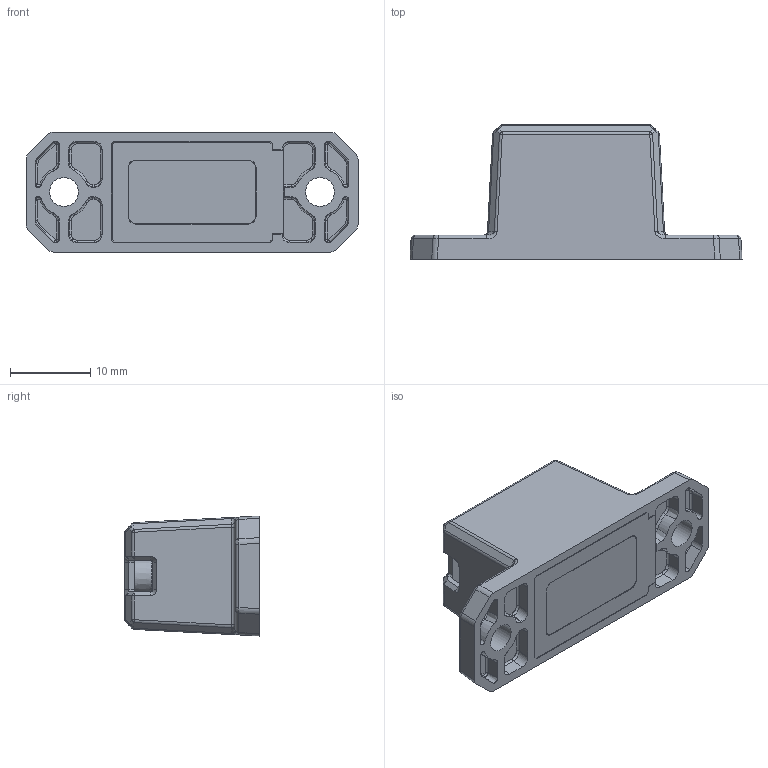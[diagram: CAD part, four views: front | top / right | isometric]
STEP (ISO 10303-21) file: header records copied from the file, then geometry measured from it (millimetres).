
FILE_DESCRIPTION(/* description */ (''),/* implementation_level */ '2;1');
FILE_NAME(/* name */ 'REV-31-1557.stp',/* time_stamp */ '2019-11-14T10:08:51-08:00',/* author */ ('Phillips Lenovo'),/* organization */ ('Autodesk Inc.'),/* preprocessor_version */ 'ST-DEVELOPER v18',/* originating_system */ 'Autodesk Inventor 2020',/* authorisation */ '');
FILE_SCHEMA (('AUTOMOTIVE_DESIGN { 1 0 10303 214 3 1 1 }'));
Length unit declared in the file: millimetre
Products named in the file (5): REV-31-1557; REV-31-1154-2 Color Sensor case top v1; REV-31-1154-3 Color Sensor Sensor case bottom v1; binding cross head screw_ks_KS 1023 BC - M2 x 12-N; Sticker Place Holder
Assembly tree (4 placements, depth 2):
  REV-31-1557
    REV-31-1154-2 Color Sensor case top v1
    REV-31-1154-3 Color Sensor Sensor case bottom v1
    binding cross head screw_ks_KS 1023 BC - M2 x 12-N
    Sticker Place Holder
Bounding box: 41.5 x 16.8 x 15 mm (x, y, z)
Volume: 2598.2 mm3; surface area: 4910.5 mm2
Topology: 4 solids, 4 shells, 465 faces, 1173 edges, 716 vertices
Faces by surface type: plane 161, cylinder 134, bspline 114, torus 23, sphere 17, cone 16
Full cylindrical faces by diameter (mm): 1.6 x1, 2 x1, 2.6 x1, 3.6 x2, 5 x1
Entity records: 17952 total; most frequent: CARTESIAN_POINT 6956, ORIENTED_EDGE 2326, DIRECTION 2242, EDGE_CURVE 1163, AXIS2_PLACEMENT_3D 855, VERTEX_POINT 716, LINE 532, VECTOR 532
